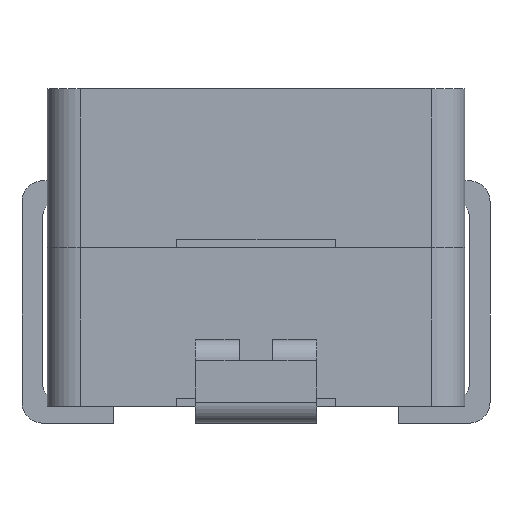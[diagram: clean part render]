
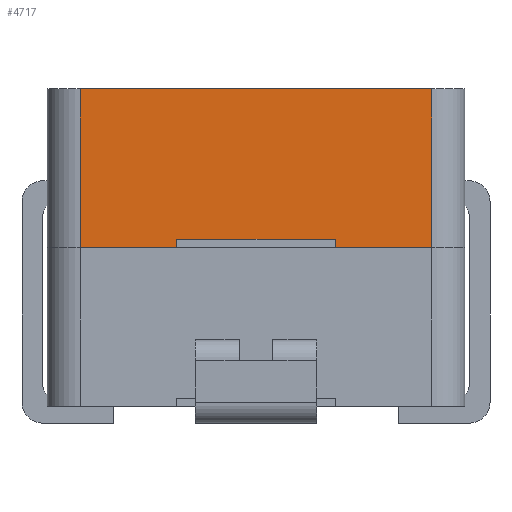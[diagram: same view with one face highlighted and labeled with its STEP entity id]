
A CAD part, left-side view. The second image highlights one B-rep face of the part: STEP entity #4717.
In plain terms, the highlighted planar face has unit normal (-1, 0, 0).
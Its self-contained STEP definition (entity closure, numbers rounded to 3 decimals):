
#326=ORIENTED_EDGE('',*,*,#1345,.T.);
#327=ORIENTED_EDGE('',*,*,#1346,.T.);
#328=ORIENTED_EDGE('',*,*,#1317,.F.);
#329=ORIENTED_EDGE('',*,*,#1347,.F.);
#330=ORIENTED_EDGE('',*,*,#1348,.F.);
#331=ORIENTED_EDGE('',*,*,#1349,.T.);
#332=ORIENTED_EDGE('',*,*,#1335,.F.);
#333=ORIENTED_EDGE('',*,*,#1350,.T.);
#1317=EDGE_CURVE('',#1827,#1828,#2162,.T.);
#1335=EDGE_CURVE('',#1843,#1844,#2176,.T.);
#1345=EDGE_CURVE('',#1851,#1852,#2186,.T.);
#1346=EDGE_CURVE('',#1852,#1828,#2187,.T.);
#1347=EDGE_CURVE('',#1853,#1827,#2188,.T.);
#1348=EDGE_CURVE('',#1854,#1853,#2189,.T.);
#1349=EDGE_CURVE('',#1854,#1844,#2190,.T.);
#1350=EDGE_CURVE('',#1843,#1851,#2191,.F.);
#1827=VERTEX_POINT('',#6029);
#1828=VERTEX_POINT('',#6030);
#1843=VERTEX_POINT('',#6062);
#1844=VERTEX_POINT('',#6064);
#1851=VERTEX_POINT('',#6083);
#1852=VERTEX_POINT('',#6084);
#1853=VERTEX_POINT('',#6087);
#1854=VERTEX_POINT('',#6089);
#2162=LINE('',#6028,#2495);
#2176=LINE('',#6063,#2509);
#2186=LINE('',#6082,#2519);
#2187=LINE('',#6085,#2520);
#2188=LINE('',#6086,#2521);
#2189=LINE('',#6088,#2522);
#2190=LINE('',#6090,#2523);
#2191=LINE('',#6091,#2524);
#2495=VECTOR('',#5208,1000.);
#2509=VECTOR('',#5230,1000.);
#2519=VECTOR('',#5244,1000.);
#2520=VECTOR('',#5245,1000.);
#2521=VECTOR('',#5246,1000.);
#2522=VECTOR('',#5247,1000.);
#2523=VECTOR('',#5248,1000.);
#2524=VECTOR('',#5249,1000.);
#2809=EDGE_LOOP('',(#326,#327,#328,#329,#330,#331,#332,#333));
#3016=FACE_BOUND('',#2809,.T.);
#3218=PLANE('',#4932);
#4717=ADVANCED_FACE('',(#3016),#3218,.T.);
#4932=AXIS2_PLACEMENT_3D('',#6081,#5242,#5243);
#5208=DIRECTION('',(0.,1.,0.));
#5230=DIRECTION('',(0.,1.,0.));
#5242=DIRECTION('',(-1.,0.,0.));
#5243=DIRECTION('',(0.,-1.,0.));
#5244=DIRECTION('',(0.,1.,0.));
#5245=DIRECTION('',(0.,0.,-1.));
#5246=DIRECTION('',(0.,0.,-1.));
#5247=DIRECTION('',(0.,1.,0.));
#5248=DIRECTION('',(0.,0.,-1.));
#5249=DIRECTION('',(0.,0.,-1.));
#6028=CARTESIAN_POINT('',(-5.,-5.,-1.9));
#6029=CARTESIAN_POINT('',(-5.,1.9,-1.9));
#6030=CARTESIAN_POINT('',(-5.,4.2,-1.9));
#6062=CARTESIAN_POINT('',(-5.,-4.2,-1.9));
#6063=CARTESIAN_POINT('',(-5.,-5.,-1.9));
#6064=CARTESIAN_POINT('',(-5.,-1.9,-1.9));
#6081=CARTESIAN_POINT('',(-5.,-5.,1.9));
#6082=CARTESIAN_POINT('',(-5.,-5.,1.9));
#6083=CARTESIAN_POINT('',(-5.,-4.2,1.9));
#6084=CARTESIAN_POINT('',(-5.,4.2,1.9));
#6085=CARTESIAN_POINT('',(-5.,4.2,1.9));
#6086=CARTESIAN_POINT('',(-5.,1.9,-1.7));
#6087=CARTESIAN_POINT('',(-5.,1.9,-1.7));
#6088=CARTESIAN_POINT('',(-5.,-1.9,-1.7));
#6089=CARTESIAN_POINT('',(-5.,-1.9,-1.7));
#6090=CARTESIAN_POINT('',(-5.,-1.9,-1.7));
#6091=CARTESIAN_POINT('',(-5.,-4.2,1.9));
